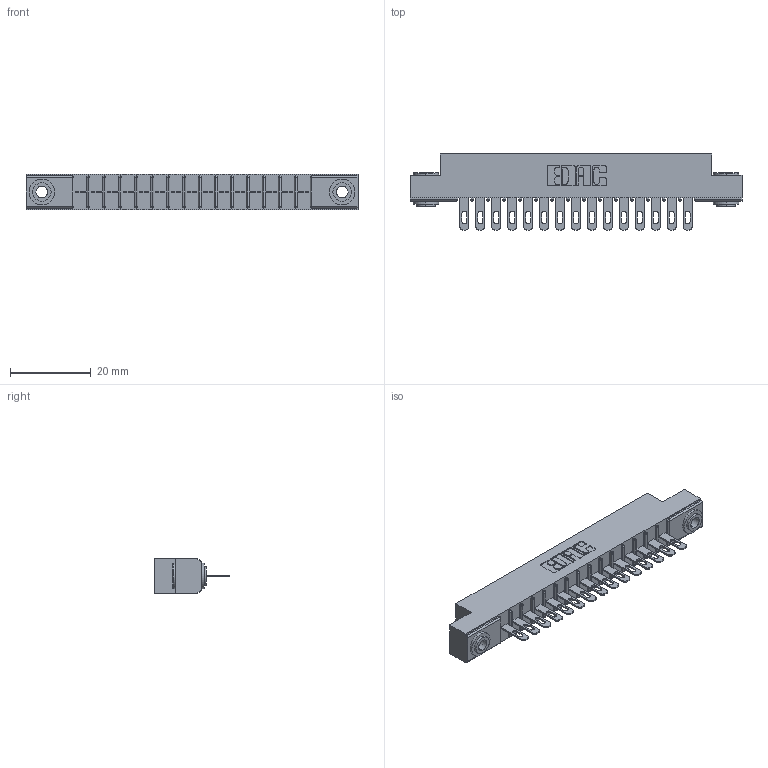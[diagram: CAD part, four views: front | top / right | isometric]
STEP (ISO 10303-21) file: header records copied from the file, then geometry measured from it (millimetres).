
FILE_DESCRIPTION (( 'STEP AP203' ), '1' );
FILE_NAME ('316-015-500-103.STEP', '2018-07-31T00:46:59', ( '' ), ( '' ), 'SwSTEP 2.0', 'SolidWorks 2016', '' );
FILE_SCHEMA (( 'CONFIG_CONTROL_DESIGN' ));
Length unit declared in the file: inch
Products named in the file (4): 345-250-002_345-250-002-102; 316-015-500-103; 306 Part_.156 Dia; 306-290-001_100
Assembly tree (18 placements, depth 2):
  316-015-500-103
    306 Part_.156 Dia
    306-290-001_100  x15
    345-250-002_345-250-002-102  x2
Bounding box: 82.45 x 18.87 x 8.71 mm (x, y, z)
Volume: 5661.5 mm3; surface area: 8632 mm2
Topology: 18 solids, 18 shells, 1308 faces, 3653 edges, 2350 vertices
Faces by surface type: plane 842, cylinder 398, sphere 60, cone 8
Entity records: 18715 total; most frequent: CARTESIAN_POINT 3117, DIRECTION 3091, ORIENTED_EDGE 3078, EDGE_CURVE 1539, LINE 1179, VECTOR 1179, VERTEX_POINT 982, AXIS2_PLACEMENT_3D 956
